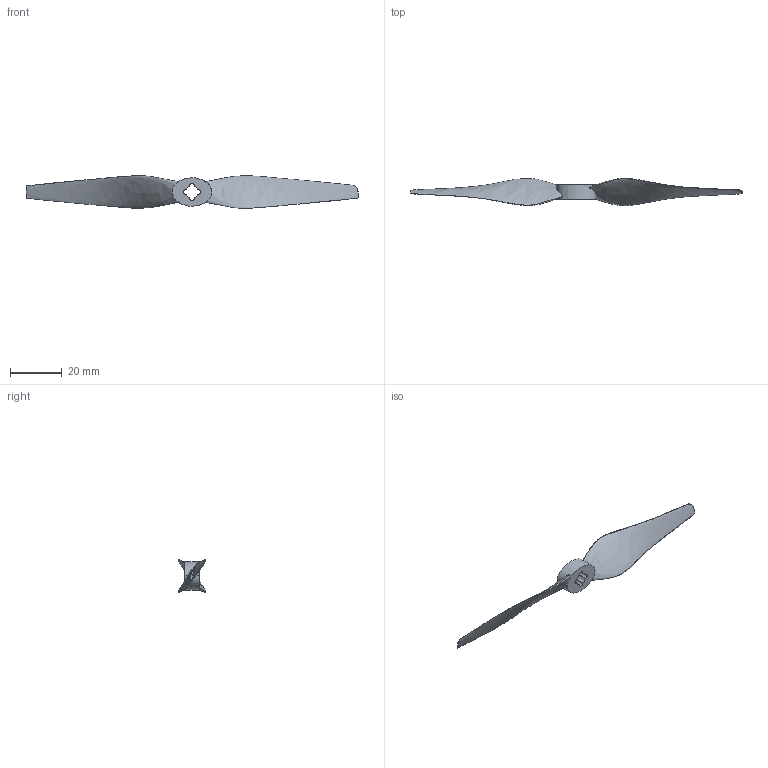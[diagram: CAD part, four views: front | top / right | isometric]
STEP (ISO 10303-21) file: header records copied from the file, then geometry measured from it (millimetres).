
FILE_DESCRIPTION (( 'STEP AP203' ), '1' );
FILE_NAME ('7x4.5 Propeller.STEP', '2023-04-21T06:10:06', ( '' ), ( '' ), 'SwSTEP 2.0', 'SolidWorks 2022', '' );
FILE_SCHEMA (( 'CONFIG_CONTROL_DESIGN' ));
Length unit declared in the file: inch
Products named in the file (1): 7x4.5 Propeller
Bounding box: 128.27 x 10.44 x 12.49 mm (x, y, z)
Volume: 2001.2 mm3; surface area: 3126.4 mm2
Topology: 1 solids, 1 shells, 24 faces, 67 edges, 45 vertices
Faces by surface type: cylinder 14, bspline 6, plane 4
Entity records: 1827 total; most frequent: CARTESIAN_POINT 1166, ORIENTED_EDGE 134, DIRECTION 108, EDGE_CURVE 67, VERTEX_POINT 45, AXIS2_PLACEMENT_3D 45, EDGE_LOOP 26, CIRCLE 26
